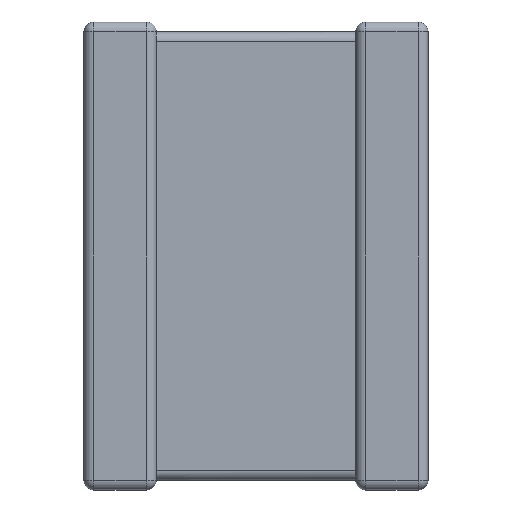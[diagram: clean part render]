
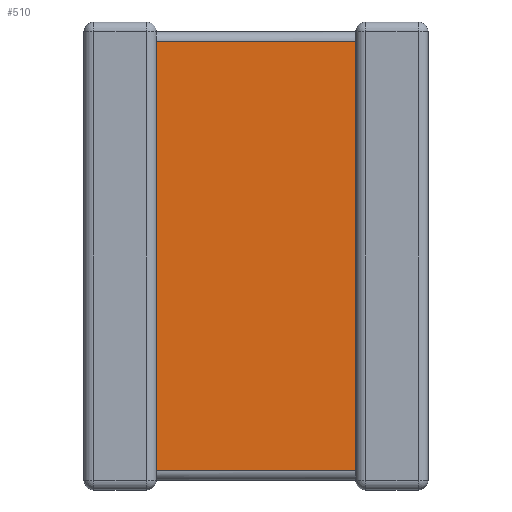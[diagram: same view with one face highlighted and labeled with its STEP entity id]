
A CAD part, front view. The second image highlights one B-rep face of the part: STEP entity #510.
In plain terms, the highlighted planar face has unit normal (0, -1, 0).
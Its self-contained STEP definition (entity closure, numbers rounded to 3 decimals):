
#118 = PLANE ( 'NONE',  #1315 ) ;
#329 = FACE_OUTER_BOUND ( 'NONE', #3533, .T. ) ;
#411 = DIRECTION ( 'NONE',  ( 0., 0., 1. ) ) ;
#444 = CARTESIAN_POINT ( 'NONE',  ( 1.05, 0.141, -6.8 ) ) ;
#510 = ADVANCED_FACE ( 'NONE', ( #329 ), #118, .T. ) ;
#594 = ORIENTED_EDGE ( 'NONE', *, *, #3785, .T. ) ;
#674 = CARTESIAN_POINT ( 'NONE',  ( 3.95, 0.141, -6.517 ) ) ;
#901 = CARTESIAN_POINT ( 'NONE',  ( 1.05, 0.141, -6.8 ) ) ;
#926 = LINE ( 'NONE', #444, #3440 ) ;
#946 = EDGE_CURVE ( 'NONE', #4006, #3402, #3755, .T. ) ;
#1081 = CARTESIAN_POINT ( 'NONE',  ( 3.95, 0.141, -6.8 ) ) ;
#1203 = CARTESIAN_POINT ( 'NONE',  ( 1.05, 0.141, -0.283 ) ) ;
#1208 = ORIENTED_EDGE ( 'NONE', *, *, #946, .T. ) ;
#1225 = DIRECTION ( 'NONE',  ( 0., 0., -1. ) ) ;
#1251 = CARTESIAN_POINT ( 'NONE',  ( 3.95, 0.141, -6.517 ) ) ;
#1315 = AXIS2_PLACEMENT_3D ( 'NONE', #901, #1594, #1225 ) ;
#1594 = DIRECTION ( 'NONE',  ( 0., -1., 0. ) ) ;
#1664 = LINE ( 'NONE', #1203, #4465 ) ;
#2060 = CARTESIAN_POINT ( 'NONE',  ( 3.95, 0.141, -0.283 ) ) ;
#2467 = CARTESIAN_POINT ( 'NONE',  ( 1.05, 0.141, -0.283 ) ) ;
#2648 = DIRECTION ( 'NONE',  ( 1., 0., 0. ) ) ;
#2730 = LINE ( 'NONE', #1251, #3490 ) ;
#2735 = VERTEX_POINT ( 'NONE', #2467 ) ;
#2736 = CARTESIAN_POINT ( 'NONE',  ( 1.05, 0.141, -6.517 ) ) ;
#2921 = ORIENTED_EDGE ( 'NONE', *, *, #4424, .T. ) ;
#3402 = VERTEX_POINT ( 'NONE', #2060 ) ;
#3440 = VECTOR ( 'NONE', #411, 1000. ) ;
#3483 = VERTEX_POINT ( 'NONE', #2736 ) ;
#3490 = VECTOR ( 'NONE', #2648, 1000. ) ;
#3533 = EDGE_LOOP ( 'NONE', ( #3760, #2921, #1208, #594 ) ) ;
#3755 = LINE ( 'NONE', #1081, #4541 ) ;
#3760 = ORIENTED_EDGE ( 'NONE', *, *, #4117, .F. ) ;
#3785 = EDGE_CURVE ( 'NONE', #3402, #2735, #1664, .T. ) ;
#4004 = DIRECTION ( 'NONE',  ( -1., 0., 0. ) ) ;
#4006 = VERTEX_POINT ( 'NONE', #674 ) ;
#4117 = EDGE_CURVE ( 'NONE', #3483, #2735, #926, .T. ) ;
#4258 = DIRECTION ( 'NONE',  ( 0., 0., 1. ) ) ;
#4424 = EDGE_CURVE ( 'NONE', #3483, #4006, #2730, .T. ) ;
#4465 = VECTOR ( 'NONE', #4004, 1000. ) ;
#4541 = VECTOR ( 'NONE', #4258, 1000. ) ;
